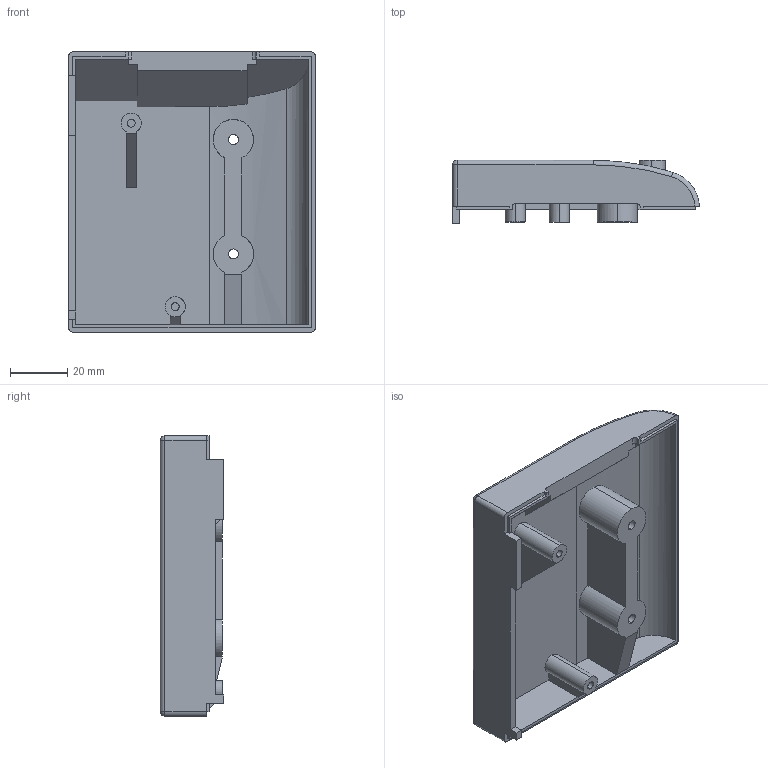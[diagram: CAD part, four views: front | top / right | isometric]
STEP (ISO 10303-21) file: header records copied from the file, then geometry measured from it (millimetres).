
FILE_DESCRIPTION (( 'STEP AP214' ), '1' );
FILE_NAME ('BNCtoSCART Shell Bottom - Rev3.STEP', '2025-03-15T11:44:54', ( '' ), ( '' ), 'SwSTEP 2.0', 'SolidWorks 2020', '' );
FILE_SCHEMA (( 'AUTOMOTIVE_DESIGN' ));
Length unit declared in the file: millimetre
Products named in the file (1): BNCtoSCART Shell Bottom - Rev3
Bounding box: 86.34 x 22.13 x 98 mm (x, y, z)
Volume: 50845.3 mm3; surface area: 31705.2 mm2
Topology: 1 solids, 1 shells, 116 faces, 307 edges, 198 vertices
Faces by surface type: plane 66, cylinder 42, torus 6, sphere 2
Entity records: 4224 total; most frequent: CARTESIAN_POINT 1331, ORIENTED_EDGE 606, DIRECTION 581, EDGE_CURVE 303, VERTEX_POINT 196, AXIS2_PLACEMENT_3D 194, LINE 193, VECTOR 193
